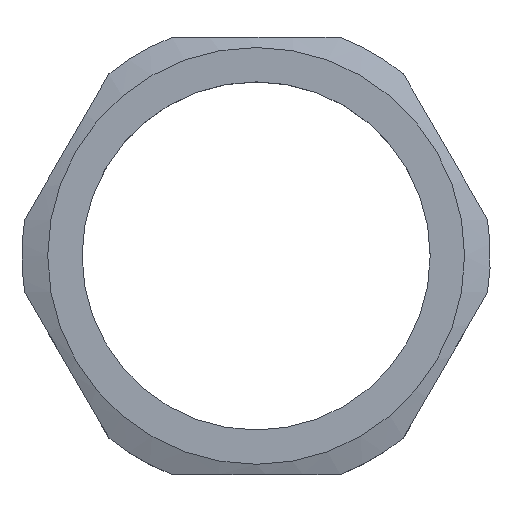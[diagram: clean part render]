
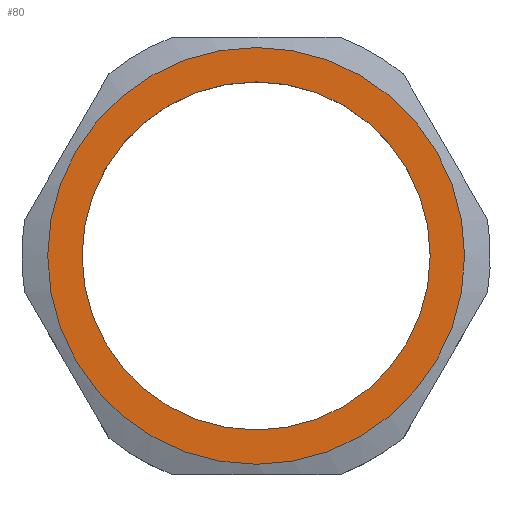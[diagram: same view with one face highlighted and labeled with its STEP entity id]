
A CAD part, top view. The second image highlights one B-rep face of the part: STEP entity #80.
In plain terms, the highlighted planar face has unit normal (0, 0, 1).
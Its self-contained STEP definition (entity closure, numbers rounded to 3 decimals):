
#40=FACE_BOUND('',#118,.T.);
#41=FACE_BOUND('',#119,.T.);
#53=PLANE('',#343);
#80=ADVANCED_FACE('',(#40,#41),#53,.T.);
#118=EDGE_LOOP('',(#192));
#119=EDGE_LOOP('',(#193));
#138=CIRCLE('',#340,5.575);
#139=CIRCLE('',#342,6.676);
#192=ORIENTED_EDGE('',*,*,#287,.F.);
#193=ORIENTED_EDGE('',*,*,#286,.F.);
#246=VERTEX_POINT('',#541);
#247=VERTEX_POINT('',#544);
#286=EDGE_CURVE('',#246,#246,#138,.T.);
#287=EDGE_CURVE('',#247,#247,#139,.T.);
#340=AXIS2_PLACEMENT_3D('',#540,#414,#415);
#342=AXIS2_PLACEMENT_3D('',#543,#418,#419);
#343=AXIS2_PLACEMENT_3D('',#545,#420,#421);
#414=DIRECTION('',(0.,0.,1.));
#415=DIRECTION('',(1.,0.,0.));
#418=DIRECTION('',(0.,0.,-1.));
#419=DIRECTION('',(-1.,0.,0.));
#420=DIRECTION('',(0.,0.,1.));
#421=DIRECTION('',(1.,0.,0.));
#540=CARTESIAN_POINT('',(0.,0.,3.));
#541=CARTESIAN_POINT('',(5.575,0.,3.));
#543=CARTESIAN_POINT('',(0.,0.,3.));
#544=CARTESIAN_POINT('',(-6.676,0.,3.));
#545=CARTESIAN_POINT('',(0.,0.,3.));
